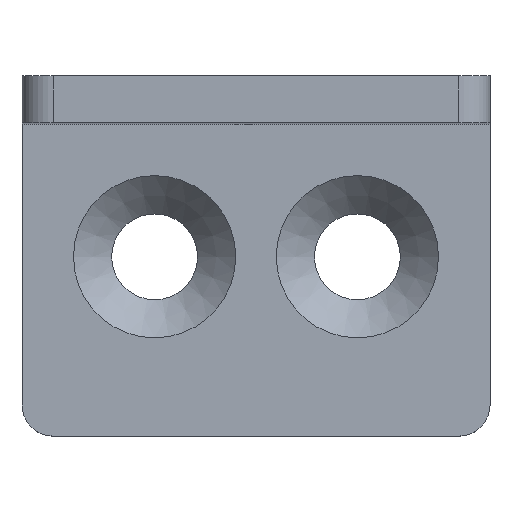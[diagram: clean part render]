
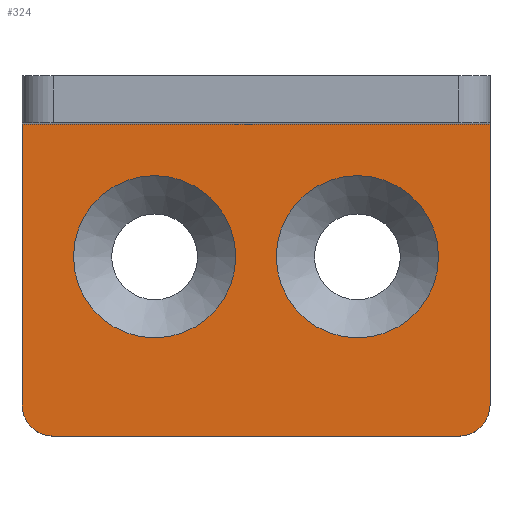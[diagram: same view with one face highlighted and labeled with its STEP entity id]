
A CAD part, top view. The second image highlights one B-rep face of the part: STEP entity #324.
In plain terms, the highlighted planar face has unit normal (0, 0, 1).
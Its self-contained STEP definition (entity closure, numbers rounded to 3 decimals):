
#27=FACE_BOUND($,#85,.T.);
#28=FACE_BOUND($,#86,.T.);
#36=PLANE($,#363);
#54=FACE_OUTER_BOUND($,#84,.T.);
#84=EDGE_LOOP($,(#291,#292,#293,#294,#295,#296));
#85=EDGE_LOOP($,(#297));
#86=EDGE_LOOP($,(#298));
#91=LINE($,#475,#113);
#102=LINE($,#511,#124);
#106=LINE($,#525,#128);
#108=LINE($,#547,#130);
#113=VECTOR($,#378,26.);
#124=VECTOR($,#411,30.);
#128=VECTOR($,#427,18.);
#130=VECTOR($,#457,18.);
#131=CIRCLE($,#329,2.);
#136=CIRCLE($,#337,2.);
#145=CIRCLE($,#354,5.2);
#147=CIRCLE($,#358,5.2);
#149=VERTEX_POINT($,#462);
#150=VERTEX_POINT($,#463);
#154=VERTEX_POINT($,#473);
#160=VERTEX_POINT($,#489);
#167=VERTEX_POINT($,#508);
#168=VERTEX_POINT($,#510);
#175=VERTEX_POINT($,#533);
#177=VERTEX_POINT($,#539);
#179=EDGE_CURVE($,#149,#150,#131,.T.);
#185=EDGE_CURVE($,#149,#154,#91,.T.);
#192=EDGE_CURVE($,#160,#154,#136,.T.);
#202=EDGE_CURVE($,#168,#167,#102,.T.);
#210=EDGE_CURVE($,#160,#168,#106,.T.);
#213=EDGE_CURVE($,#175,#175,#145,.T.);
#215=EDGE_CURVE($,#177,#177,#147,.T.);
#218=EDGE_CURVE($,#167,#150,#108,.T.);
#291=ORIENTED_EDGE($,*,*,#179,.F.);
#292=ORIENTED_EDGE($,*,*,#185,.T.);
#293=ORIENTED_EDGE($,*,*,#192,.F.);
#294=ORIENTED_EDGE($,*,*,#210,.T.);
#295=ORIENTED_EDGE($,*,*,#202,.T.);
#296=ORIENTED_EDGE($,*,*,#218,.T.);
#297=ORIENTED_EDGE($,*,*,#213,.T.);
#298=ORIENTED_EDGE($,*,*,#215,.T.);
#324=ADVANCED_FACE($,(#54,#27,#28),#36,.T.);
#329=AXIS2_PLACEMENT_3D($,#464,#368,#369);
#337=AXIS2_PLACEMENT_3D($,#490,#392,#393);
#354=AXIS2_PLACEMENT_3D($,#534,#438,#439);
#358=AXIS2_PLACEMENT_3D($,#540,#446,#447);
#363=AXIS2_PLACEMENT_3D($,#548,#458,#459);
#368=DIRECTION('center_axis',(0.,0.,-1.));
#369=DIRECTION('ref_axis',(-0.707,-0.707,0.));
#378=DIRECTION($,(1.,0.,0.));
#392=DIRECTION('center_axis',(0.,0.,-1.));
#393=DIRECTION('ref_axis',(0.707,-0.707,0.));
#411=DIRECTION($,(-1.,0.,0.));
#427=DIRECTION($,(0.,1.,0.));
#438=DIRECTION('center_axis',(0.,0.,-1.));
#439=DIRECTION('ref_axis',(1.,0.,0.));
#446=DIRECTION('center_axis',(0.,0.,-1.));
#447=DIRECTION('ref_axis',(1.,0.,0.));
#457=DIRECTION($,(0.,-1.,0.));
#458=DIRECTION('center_axis',(0.,0.,1.));
#459=DIRECTION('ref_axis',(1.,0.,0.));
#462=CARTESIAN_POINT('',(71.798,53.982,3.));
#463=CARTESIAN_POINT('',(69.798,55.982,3.));
#464=CARTESIAN_POINT('Origin',(71.798,55.982,3.));
#473=CARTESIAN_POINT('',(97.798,53.982,3.));
#475=CARTESIAN_POINT($,(69.798,53.982,3.));
#489=CARTESIAN_POINT('',(99.798,55.982,3.));
#490=CARTESIAN_POINT('Origin',(97.798,55.982,3.));
#508=CARTESIAN_POINT('',(69.798,73.982,3.));
#510=CARTESIAN_POINT('',(99.798,73.982,3.));
#511=CARTESIAN_POINT($,(99.798,73.982,3.));
#525=CARTESIAN_POINT($,(99.798,53.982,3.));
#533=CARTESIAN_POINT('',(83.498,65.482,3.));
#534=CARTESIAN_POINT('Origin',(78.298,65.482,3.));
#539=CARTESIAN_POINT('',(96.498,65.482,3.));
#540=CARTESIAN_POINT('Origin',(91.298,65.482,3.));
#547=CARTESIAN_POINT($,(69.798,73.982,3.));
#548=CARTESIAN_POINT('Origin',(84.798,63.982,3.));
